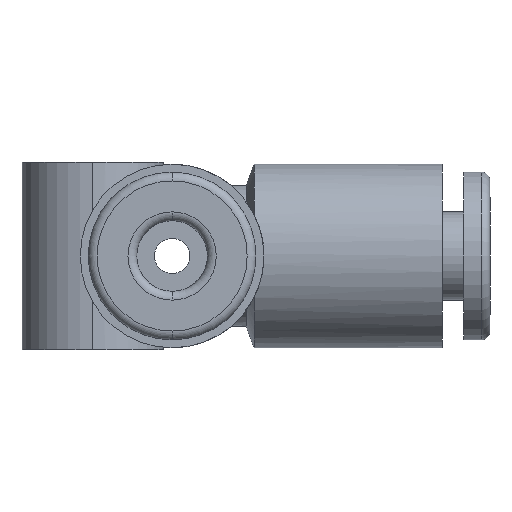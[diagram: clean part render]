
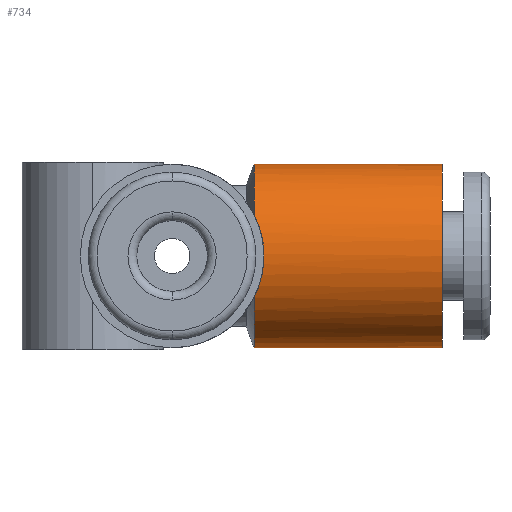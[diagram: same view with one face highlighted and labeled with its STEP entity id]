
A CAD part, left-side view. The second image highlights one B-rep face of the part: STEP entity #734.
In plain terms, the highlighted cylindrical face has radius 5.2 mm (diameter 10.4 mm), a partial arc.
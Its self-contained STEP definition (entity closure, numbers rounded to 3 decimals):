
#109 = ORIENTED_EDGE ( 'NONE', *, *, #213, .F. ) ;
#151 = ORIENTED_EDGE ( 'NONE', *, *, #735, .F. ) ;
#152 = EDGE_LOOP ( 'NONE', ( #109, #151, #517, #738, #520, #519 ) ) ;
#213 = EDGE_CURVE ( 'NONE', #235, #223, #1071, .T. ) ;
#215 = EDGE_CURVE ( 'NONE', #236, #394, #1138, .T. ) ;
#223 = VERTEX_POINT ( 'NONE', #909 ) ;
#235 = VERTEX_POINT ( 'NONE', #1276 ) ;
#236 = VERTEX_POINT ( 'NONE', #1296 ) ;
#276 = VERTEX_POINT ( 'NONE', #1299 ) ;
#333 = VERTEX_POINT ( 'NONE', #1331 ) ;
#394 = VERTEX_POINT ( 'NONE', #1479 ) ;
#416 = EDGE_CURVE ( 'NONE', #276, #333, #1565, .T. ) ;
#517 = ORIENTED_EDGE ( 'NONE', *, *, #215, .T. ) ;
#519 = ORIENTED_EDGE ( 'NONE', *, *, #737, .T. ) ;
#520 = ORIENTED_EDGE ( 'NONE', *, *, #416, .F. ) ;
#734 = ADVANCED_FACE ( 'NONE', ( #1976 ), #1878, .T. ) ;
#735 = EDGE_CURVE ( 'NONE', #236, #235, #1980, .T. ) ;
#736 = EDGE_CURVE ( 'NONE', #394, #333, #1875, .T. ) ;
#737 = EDGE_CURVE ( 'NONE', #276, #223, #1874, .T. ) ;
#738 = ORIENTED_EDGE ( 'NONE', *, *, #736, .T. ) ;
#909 = CARTESIAN_POINT ( 'NONE',  ( 0., -4.637, -5.2 ) ) ;
#1071 = LINE ( 'NONE', #1101, #1100 ) ;
#1097 = DIRECTION ( 'NONE',  ( 0., 1., 0. ) ) ;
#1098 = VECTOR ( 'NONE', #1097, 1000. ) ;
#1099 = DIRECTION ( 'NONE',  ( 0., 1., 0. ) ) ;
#1100 = VECTOR ( 'NONE', #1099, 1000. ) ;
#1101 = CARTESIAN_POINT ( 'NONE',  ( 0., -30.008, -5.2 ) ) ;
#1137 = CARTESIAN_POINT ( 'NONE',  ( 0., -30.008, 5.2 ) ) ;
#1138 = LINE ( 'NONE', #1137, #1098 ) ;
#1276 = CARTESIAN_POINT ( 'NONE',  ( 0., -15.3, -5.2 ) ) ;
#1296 = CARTESIAN_POINT ( 'NONE',  ( 0., -15.3, 5.2 ) ) ;
#1299 = CARTESIAN_POINT ( 'NONE',  ( -4.637, -4.637, -2.354 ) ) ;
#1331 = CARTESIAN_POINT ( 'NONE',  ( -4.637, -4.637, 2.354 ) ) ;
#1479 = CARTESIAN_POINT ( 'NONE',  ( 0., -4.637, 5.2 ) ) ;
#1560 = CARTESIAN_POINT ( 'NONE',  ( -4.637, -4.637, 2.354 ) ) ;
#1561 = CARTESIAN_POINT ( 'NONE',  ( -5.402, -5.402, 0.846 ) ) ;
#1562 = CARTESIAN_POINT ( 'NONE',  ( -5.402, -5.402, -0.846 ) ) ;
#1563 = CARTESIAN_POINT ( 'NONE',  ( -4.637, -4.637, -2.354 ) ) ;
#1565 =( BOUNDED_CURVE ( )  B_SPLINE_CURVE ( 3, ( #1563, #1562, #1561, #1560 ),
 .UNSPECIFIED., .F., .T. ) 
 B_SPLINE_CURVE_WITH_KNOTS ( ( 4, 4 ),
 ( 2.672, 3.611 ),
 .UNSPECIFIED. ) 
 CURVE ( )  GEOMETRIC_REPRESENTATION_ITEM ( )  RATIONAL_B_SPLINE_CURVE ( ( 1., 0.928, 0.928, 1. ) ) 
 REPRESENTATION_ITEM ( '' )  );
#1800 = DIRECTION ( 'NONE',  ( 0., 0., -1. ) ) ;
#1801 = DIRECTION ( 'NONE',  ( 0., -1., 0. ) ) ;
#1805 = DIRECTION ( 'NONE',  ( 0., 0., -1. ) ) ;
#1806 = DIRECTION ( 'NONE',  ( 0., -1., 0. ) ) ;
#1807 = CARTESIAN_POINT ( 'NONE',  ( 0., -4.637, 0. ) ) ;
#1868 = AXIS2_PLACEMENT_3D ( 'NONE', #1872, #1801, #1800 ) ;
#1869 = DIRECTION ( 'NONE',  ( 0., 0., -1. ) ) ;
#1870 = DIRECTION ( 'NONE',  ( 0., -1., 0. ) ) ;
#1871 = AXIS2_PLACEMENT_3D ( 'NONE', #1966, #1870, #1869 ) ;
#1872 = CARTESIAN_POINT ( 'NONE',  ( 0., -4.637, 0. ) ) ;
#1874 = CIRCLE ( 'NONE', #1868, 5.2 ) ;
#1875 = CIRCLE ( 'NONE', #1978, 5.2 ) ;
#1876 = DIRECTION ( 'NONE',  ( 0., 0., 1. ) ) ;
#1878 = CYLINDRICAL_SURFACE ( 'NONE', #1981, 5.2 ) ;
#1966 = CARTESIAN_POINT ( 'NONE',  ( 0., -15.3, 0. ) ) ;
#1969 = DIRECTION ( 'NONE',  ( 0., 1., 0. ) ) ;
#1970 = CARTESIAN_POINT ( 'NONE',  ( 0., -30.008, 0. ) ) ;
#1976 = FACE_OUTER_BOUND ( 'NONE', #152, .T. ) ;
#1978 = AXIS2_PLACEMENT_3D ( 'NONE', #1807, #1806, #1805 ) ;
#1980 = CIRCLE ( 'NONE', #1871, 5.2 ) ;
#1981 = AXIS2_PLACEMENT_3D ( 'NONE', #1970, #1969, #1876 ) ;
